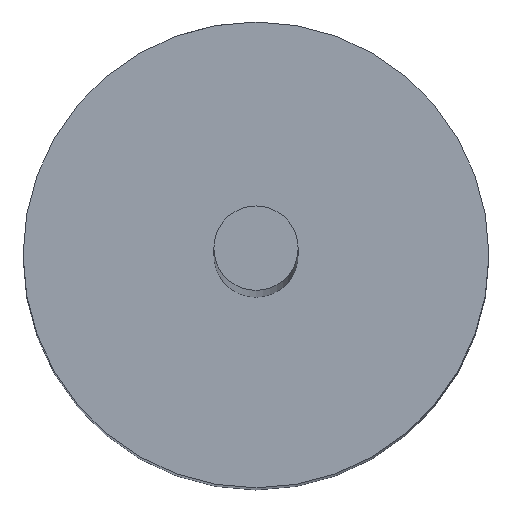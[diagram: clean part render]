
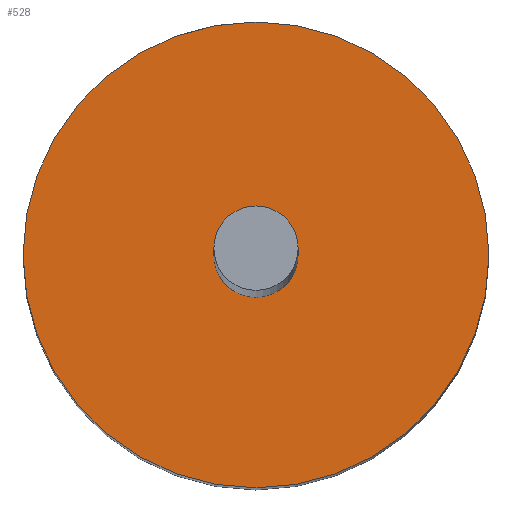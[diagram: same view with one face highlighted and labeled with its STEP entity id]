
A CAD part, top view. The second image highlights one B-rep face of the part: STEP entity #528.
In plain terms, the highlighted planar face has unit normal (0, 0, 1).
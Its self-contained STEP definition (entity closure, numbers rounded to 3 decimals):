
#15 = CIRCLE ( 'NONE', #2860, 0.345 ) ;
#54 = CARTESIAN_POINT ( 'NONE',  ( 1.905, 0., 5.08 ) ) ;
#152 = VERTEX_POINT ( 'NONE', #2410 ) ;
#161 = CARTESIAN_POINT ( 'NONE',  ( 0.345, 0., 5.08 ) ) ;
#450 = AXIS2_PLACEMENT_3D ( 'NONE', #2451, #2212, #2479 ) ;
#523 = DIRECTION ( 'NONE',  ( 1., 0., 0. ) ) ;
#528 = ADVANCED_FACE ( 'NONE', ( #2993, #1776 ), #1294, .T. ) ;
#826 = DIRECTION ( 'NONE',  ( 0., 0., 1. ) ) ;
#857 = AXIS2_PLACEMENT_3D ( 'NONE', #2041, #3020, #2112 ) ;
#902 = CARTESIAN_POINT ( 'NONE',  ( -0.345, 0., 5.08 ) ) ;
#1041 = VERTEX_POINT ( 'NONE', #54 ) ;
#1294 = PLANE ( 'NONE',  #1589 ) ;
#1315 = DIRECTION ( 'NONE',  ( 0., 0., 1. ) ) ;
#1324 = DIRECTION ( 'NONE',  ( 1., 0., 0. ) ) ;
#1409 = EDGE_CURVE ( 'NONE', #152, #1041, #1433, .T. ) ;
#1433 = CIRCLE ( 'NONE', #450, 1.905 ) ;
#1486 = ORIENTED_EDGE ( 'NONE', *, *, #2655, .F. ) ;
#1565 = EDGE_LOOP ( 'NONE', ( #1486, #2224 ) ) ;
#1589 = AXIS2_PLACEMENT_3D ( 'NONE', #1829, #826, #1324 ) ;
#1776 = FACE_OUTER_BOUND ( 'NONE', #2013, .T. ) ;
#1829 = CARTESIAN_POINT ( 'NONE',  ( 0., 0., 5.08 ) ) ;
#1890 = CIRCLE ( 'NONE', #3120, 0.345 ) ;
#1927 = CIRCLE ( 'NONE', #857, 1.905 ) ;
#2013 = EDGE_LOOP ( 'NONE', ( #3006, #2400 ) ) ;
#2041 = CARTESIAN_POINT ( 'NONE',  ( 0., 0., 5.08 ) ) ;
#2112 = DIRECTION ( 'NONE',  ( 1., 0., 0. ) ) ;
#2141 = CARTESIAN_POINT ( 'NONE',  ( 0., 0., 5.08 ) ) ;
#2212 = DIRECTION ( 'NONE',  ( 0., 0., 1. ) ) ;
#2224 = ORIENTED_EDGE ( 'NONE', *, *, #2495, .F. ) ;
#2290 = VERTEX_POINT ( 'NONE', #902 ) ;
#2400 = ORIENTED_EDGE ( 'NONE', *, *, #1409, .T. ) ;
#2410 = CARTESIAN_POINT ( 'NONE',  ( -1.905, 0., 5.08 ) ) ;
#2451 = CARTESIAN_POINT ( 'NONE',  ( 0., 0., 5.08 ) ) ;
#2479 = DIRECTION ( 'NONE',  ( 1., 0., 0. ) ) ;
#2495 = EDGE_CURVE ( 'NONE', #2748, #2290, #1890, .T. ) ;
#2655 = EDGE_CURVE ( 'NONE', #2290, #2748, #15, .T. ) ;
#2748 = VERTEX_POINT ( 'NONE', #161 ) ;
#2762 = CARTESIAN_POINT ( 'NONE',  ( 0., 0., 5.08 ) ) ;
#2790 = DIRECTION ( 'NONE',  ( 0., 0., 1. ) ) ;
#2860 = AXIS2_PLACEMENT_3D ( 'NONE', #2141, #2790, #3111 ) ;
#2993 = FACE_BOUND ( 'NONE', #1565, .T. ) ;
#3006 = ORIENTED_EDGE ( 'NONE', *, *, #3048, .T. ) ;
#3020 = DIRECTION ( 'NONE',  ( 0., 0., 1. ) ) ;
#3048 = EDGE_CURVE ( 'NONE', #1041, #152, #1927, .T. ) ;
#3111 = DIRECTION ( 'NONE',  ( 1., 0., 0. ) ) ;
#3120 = AXIS2_PLACEMENT_3D ( 'NONE', #2762, #1315, #523 ) ;
